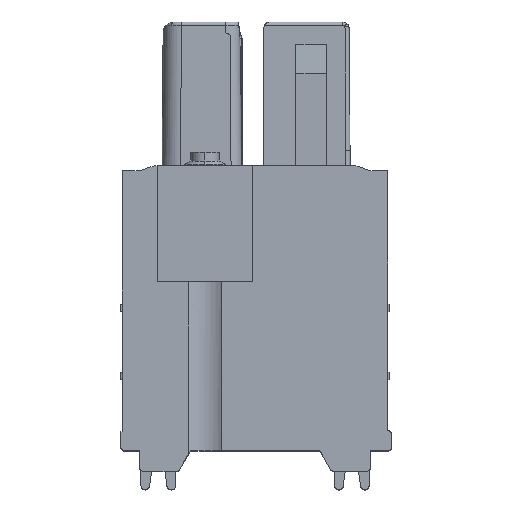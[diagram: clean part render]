
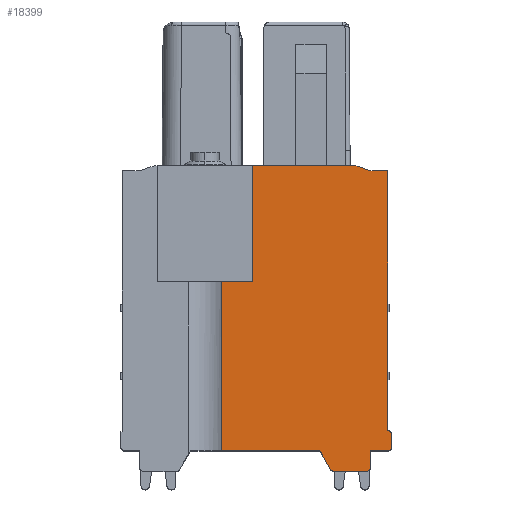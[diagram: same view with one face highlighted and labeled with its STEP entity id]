
A CAD part, top view. The second image highlights one B-rep face of the part: STEP entity #18399.
In plain terms, the highlighted planar face has unit normal (0, 0, 1).
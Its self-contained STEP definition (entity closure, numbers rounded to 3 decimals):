
#5370=DIRECTION('',(0.,-1.,0.));
#5371=VECTOR('',#5370,5.7);
#5372=CARTESIAN_POINT('',(6.4,14.,-1.35));
#5373=LINE('',#5372,#5371);
#5382=DIRECTION('',(1.,0.,0.));
#5383=VECTOR('',#5382,1.521);
#5384=CARTESIAN_POINT('',(4.879,8.3,-1.35));
#5385=LINE('',#5384,#5383);
#5386=DIRECTION('',(1.,0.,0.));
#5387=VECTOR('',#5386,5.06);
#5388=CARTESIAN_POINT('',(6.4,14.,-1.35));
#5389=LINE('',#5388,#5387);
#5390=DIRECTION('',(0.94,-0.342,0.));
#5391=VECTOR('',#5390,0.731);
#5392=CARTESIAN_POINT('',(11.46,14.,-1.35));
#5393=LINE('',#5392,#5391);
#5394=DIRECTION('',(1.,0.,0.));
#5395=VECTOR('',#5394,0.873);
#5396=CARTESIAN_POINT('',(12.147,13.75,-1.35));
#5397=LINE('',#5396,#5395);
#5398=DIRECTION('',(0.,-1.,0.));
#5399=VECTOR('',#5398,12.749);
#5400=CARTESIAN_POINT('',(13.02,13.75,-1.35));
#5401=LINE('',#5400,#5399);
#5402=DIRECTION('',(0.966,-0.259,0.));
#5403=VECTOR('',#5402,0.043);
#5404=CARTESIAN_POINT('',(13.02,1.001,-1.35));
#5405=LINE('',#5404,#5403);
#5406=CARTESIAN_POINT('',(13.01,0.797,-1.35));
#5407=DIRECTION('',(0.,0.,-1.));
#5408=DIRECTION('',(0.259,0.966,0.));
#5409=AXIS2_PLACEMENT_3D('',#5406,#5407,#5408);
#5411=DIRECTION('',(0.,-1.,0.));
#5412=VECTOR('',#5411,0.597);
#5413=CARTESIAN_POINT('',(13.21,0.797,-1.35));
#5414=LINE('',#5413,#5412);
#5415=CARTESIAN_POINT('',(13.01,0.2,-1.35));
#5416=DIRECTION('',(0.,0.,-1.));
#5417=DIRECTION('',(1.,0.,0.));
#5418=AXIS2_PLACEMENT_3D('',#5415,#5416,#5417);
#5420=DIRECTION('',(-1.,0.,0.));
#5421=VECTOR('',#5420,0.84);
#5422=CARTESIAN_POINT('',(13.01,0.,-1.35));
#5423=LINE('',#5422,#5421);
#5424=DIRECTION('',(0.,-1.,0.));
#5425=VECTOR('',#5424,0.8);
#5426=CARTESIAN_POINT('',(12.17,0.,-1.35));
#5427=LINE('',#5426,#5425);
#5428=CARTESIAN_POINT('',(11.97,-0.8,-1.35));
#5429=DIRECTION('',(0.,0.,-1.));
#5430=DIRECTION('',(1.,0.,0.));
#5431=AXIS2_PLACEMENT_3D('',#5428,#5429,#5430);
#5433=DIRECTION('',(-1.,0.,0.));
#5434=VECTOR('',#5433,1.585);
#5435=CARTESIAN_POINT('',(11.97,-1.,-1.35));
#5436=LINE('',#5435,#5434);
#5437=CARTESIAN_POINT('',(10.385,-0.8,-1.35));
#5438=DIRECTION('',(0.,0.,-1.));
#5439=DIRECTION('',(0.,-1.,0.));
#5440=AXIS2_PLACEMENT_3D('',#5437,#5438,#5439);
#5442=DIRECTION('',(-0.5,0.866,0.));
#5443=VECTOR('',#5442,1.039);
#5444=CARTESIAN_POINT('',(10.212,-0.9,-1.35));
#5445=LINE('',#5444,#5443);
#5446=DIRECTION('',(-1.,0.,0.));
#5447=VECTOR('',#5446,4.813);
#5448=CARTESIAN_POINT('',(9.693,0.,-1.35));
#5449=LINE('',#5448,#5447);
#5454=DIRECTION('',(0.,-1.,0.));
#5455=VECTOR('',#5454,8.3);
#5456=CARTESIAN_POINT('',(4.879,8.3,-1.35));
#5457=LINE('',#5456,#5455);
#10244=CARTESIAN_POINT('',(6.4,14.,-1.35));
#10245=CARTESIAN_POINT('',(11.46,14.,-1.35));
#10246=VERTEX_POINT('',#10244);
#10247=VERTEX_POINT('',#10245);
#10387=CARTESIAN_POINT('',(4.879,8.3,-1.35));
#10388=VERTEX_POINT('',#10387);
#10389=CARTESIAN_POINT('',(4.879,0.,-1.35));
#10390=VERTEX_POINT('',#10389);
#10401=CARTESIAN_POINT('',(6.4,8.3,-1.35));
#10402=VERTEX_POINT('',#10401);
#10403=CARTESIAN_POINT('',(12.147,13.75,-1.35));
#10404=VERTEX_POINT('',#10403);
#10405=CARTESIAN_POINT('',(13.02,13.75,-1.35));
#10406=VERTEX_POINT('',#10405);
#10407=CARTESIAN_POINT('',(13.02,1.001,-1.35));
#10408=VERTEX_POINT('',#10407);
#10409=CARTESIAN_POINT('',(13.062,0.99,-1.35));
#10410=VERTEX_POINT('',#10409);
#10411=CARTESIAN_POINT('',(13.21,0.797,-1.35));
#10412=VERTEX_POINT('',#10411);
#10413=CARTESIAN_POINT('',(13.21,0.2,-1.35));
#10414=VERTEX_POINT('',#10413);
#10415=CARTESIAN_POINT('',(13.01,0.,-1.35));
#10416=VERTEX_POINT('',#10415);
#10417=CARTESIAN_POINT('',(12.17,0.,-1.35));
#10418=VERTEX_POINT('',#10417);
#10419=CARTESIAN_POINT('',(12.17,-0.8,-1.35));
#10420=VERTEX_POINT('',#10419);
#10421=CARTESIAN_POINT('',(11.97,-1.,-1.35));
#10422=VERTEX_POINT('',#10421);
#10423=CARTESIAN_POINT('',(10.385,-1.,-1.35));
#10424=VERTEX_POINT('',#10423);
#10425=CARTESIAN_POINT('',(10.212,-0.9,-1.35));
#10426=VERTEX_POINT('',#10425);
#10427=CARTESIAN_POINT('',(9.693,0.,-1.35));
#10428=VERTEX_POINT('',#10427);
#18367=CARTESIAN_POINT('',(9.045,6.5,-1.35));
#18368=DIRECTION('',(0.,0.,1.));
#18369=DIRECTION('',(1.,0.,0.));
#18370=AXIS2_PLACEMENT_3D('',#18367,#18368,#18369);
#18371=PLANE('',#18370);
#18373=ORIENTED_EDGE('',*,*,#18372,.F.);
#18375=ORIENTED_EDGE('',*,*,#18374,.T.);
#18376=ORIENTED_EDGE('',*,*,#18358,.F.);
#18377=ORIENTED_EDGE('',*,*,#11539,.T.);
#18378=ORIENTED_EDGE('',*,*,#14732,.T.);
#18379=ORIENTED_EDGE('',*,*,#14759,.T.);
#18380=ORIENTED_EDGE('',*,*,#14867,.T.);
#18381=ORIENTED_EDGE('',*,*,#15375,.T.);
#18382=ORIENTED_EDGE('',*,*,#15390,.T.);
#18383=ORIENTED_EDGE('',*,*,#15405,.T.);
#18384=ORIENTED_EDGE('',*,*,#15420,.T.);
#18385=ORIENTED_EDGE('',*,*,#15439,.T.);
#18387=ORIENTED_EDGE('',*,*,#18386,.T.);
#18389=ORIENTED_EDGE('',*,*,#18388,.T.);
#18391=ORIENTED_EDGE('',*,*,#18390,.T.);
#18393=ORIENTED_EDGE('',*,*,#18392,.T.);
#18395=ORIENTED_EDGE('',*,*,#18394,.T.);
#18396=ORIENTED_EDGE('',*,*,#15627,.T.);
#18397=EDGE_LOOP('',(#18373,#18375,#18376,#18377,#18378,#18379,#18380,#18381,
#18382,#18383,#18384,#18385,#18387,#18389,#18391,#18393,#18395,#18396));
#18398=FACE_OUTER_BOUND('',#18397,.F.);
#18399=ADVANCED_FACE('',(#18398),#18371,.T.);
#5410=CIRCLE('',#5409,0.2);
#5419=CIRCLE('',#5418,0.2);
#5432=CIRCLE('',#5431,0.2);
#5441=CIRCLE('',#5440,0.2);
#11539=EDGE_CURVE('',#10246,#10247,#5389,.T.);
#14732=EDGE_CURVE('',#10247,#10404,#5393,.T.);
#14759=EDGE_CURVE('',#10404,#10406,#5397,.T.);
#14867=EDGE_CURVE('',#10406,#10408,#5401,.T.);
#15375=EDGE_CURVE('',#10408,#10410,#5405,.T.);
#15390=EDGE_CURVE('',#10410,#10412,#5410,.T.);
#15405=EDGE_CURVE('',#10412,#10414,#5414,.T.);
#15420=EDGE_CURVE('',#10414,#10416,#5419,.T.);
#15439=EDGE_CURVE('',#10416,#10418,#5423,.T.);
#15627=EDGE_CURVE('',#10428,#10390,#5449,.T.);
#18358=EDGE_CURVE('',#10246,#10402,#5373,.T.);
#18372=EDGE_CURVE('',#10388,#10390,#5457,.T.);
#18374=EDGE_CURVE('',#10388,#10402,#5385,.T.);
#18386=EDGE_CURVE('',#10418,#10420,#5427,.T.);
#18388=EDGE_CURVE('',#10420,#10422,#5432,.T.);
#18390=EDGE_CURVE('',#10422,#10424,#5436,.T.);
#18392=EDGE_CURVE('',#10424,#10426,#5441,.T.);
#18394=EDGE_CURVE('',#10426,#10428,#5445,.T.);
